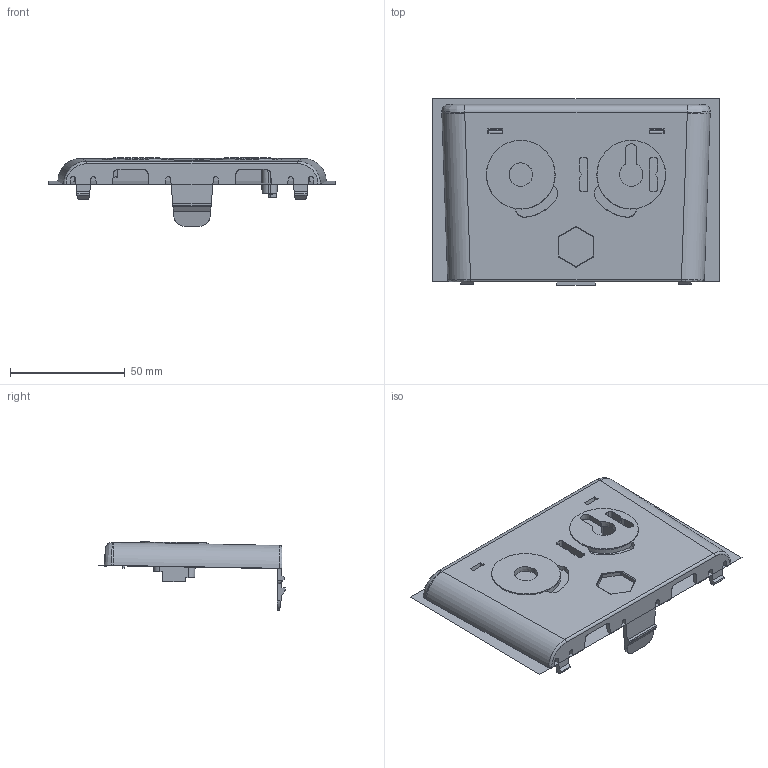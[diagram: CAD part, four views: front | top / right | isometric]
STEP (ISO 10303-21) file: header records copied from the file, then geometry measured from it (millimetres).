
FILE_DESCRIPTION((''),'2;1');
FILE_NAME('MV2-XX-001-0004','2021-12-02T09:30:38',('finla'),(''),'CREO PARAMETRIC BY PTC INC, 2020342','CREO PARAMETRIC BY PTC INC, 2020342','');
FILE_SCHEMA(('CONFIG_CONTROL_DESIGN'));
Length unit declared in the file: millimetre
Products named in the file (1): MV2-XX-001-0004
Bounding box: 125 x 81.5 x 29.83 mm (x, y, z)
Volume: 23684.3 mm3; surface area: 35435.1 mm2
Topology: 1 solids, 2 shells, 273 faces, 762 edges, 494 vertices
Faces by surface type: plane 169, cylinder 64, cone 26, bspline 10, extrusion 4
Entity records: 9492 total; most frequent: CARTESIAN_POINT 2647, ORIENTED_EDGE 1520, DIRECTION 1230, EDGE_CURVE 762, VECTOR 552, LINE 548, VERTEX_POINT 494, AXIS2_PLACEMENT_3D 339
